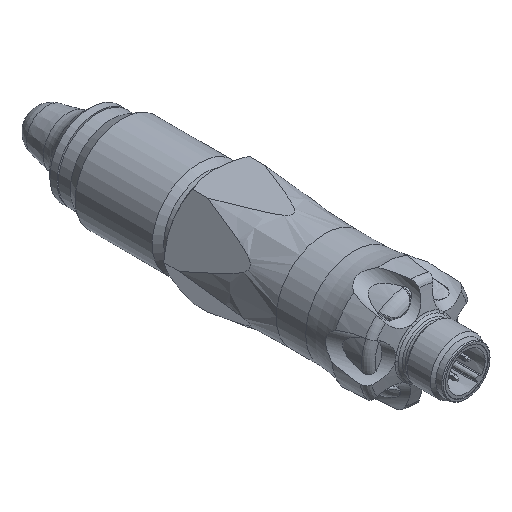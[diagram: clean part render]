
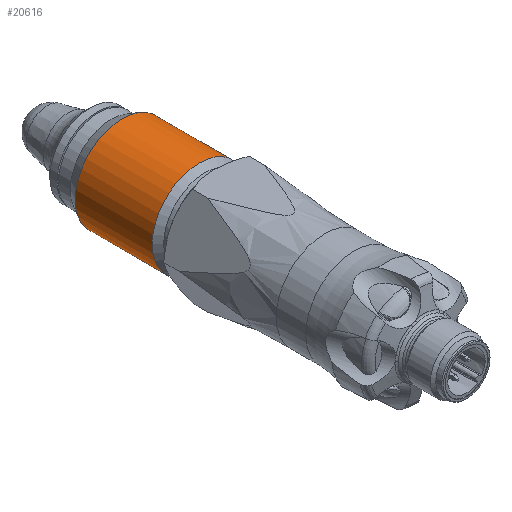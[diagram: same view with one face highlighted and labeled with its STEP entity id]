
A CAD part, isometric view. The second image highlights one B-rep face of the part: STEP entity #20616.
In plain terms, the highlighted cylindrical face has radius 10.477 mm (diameter 20.955 mm), a full revolution.
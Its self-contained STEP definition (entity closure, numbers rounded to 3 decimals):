
#7380=ORIENTED_EDGE('',*,*,#9574,.T.);
#7381=ORIENTED_EDGE('',*,*,#9573,.F.);
#9573=EDGE_CURVE('',#10968,#10968,#11613,.T.);
#9574=EDGE_CURVE('',#10969,#10969,#11614,.T.);
#10968=VERTEX_POINT('',#33403);
#10969=VERTEX_POINT('',#33406);
#11613=CIRCLE('',#22219,10.478);
#11614=CIRCLE('',#22221,10.478);
#12561=EDGE_LOOP('',(#7380));
#12562=EDGE_LOOP('',(#7381));
#13524=FACE_BOUND('',#12561,.T.);
#13525=FACE_BOUND('',#12562,.T.);
#13801=CYLINDRICAL_SURFACE('',#22220,10.478);
#20616=ADVANCED_FACE('',(#13524,#13525),#13801,.T.);
#22219=AXIS2_PLACEMENT_3D('',#33402,#26348,#26349);
#22220=AXIS2_PLACEMENT_3D('',#33404,#26350,#26351);
#22221=AXIS2_PLACEMENT_3D('',#33405,#26352,#26353);
#26348=DIRECTION('',(0.,1.,0.));
#26349=DIRECTION('',(-1.,0.,0.));
#26350=DIRECTION('',(0.,1.,0.));
#26351=DIRECTION('',(-1.,0.,0.));
#26352=DIRECTION('',(0.,1.,0.));
#26353=DIRECTION('',(-1.,0.,0.));
#33402=CARTESIAN_POINT('',(0.,-5.559,0.));
#33403=CARTESIAN_POINT('',(-10.478,-5.559,0.));
#33404=CARTESIAN_POINT('',(0.,13.5,0.));
#33405=CARTESIAN_POINT('',(0.,-22.723,0.));
#33406=CARTESIAN_POINT('',(-10.478,-22.723,0.));
